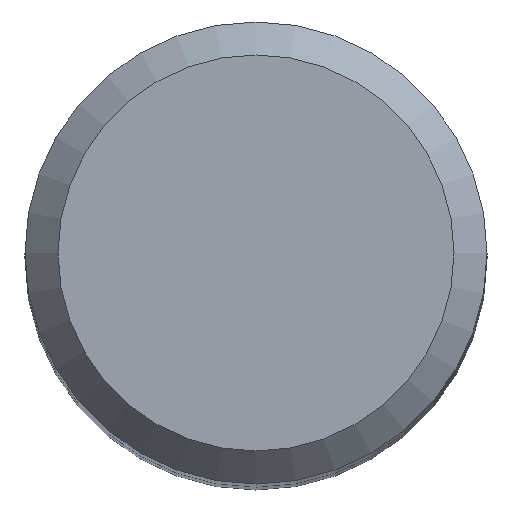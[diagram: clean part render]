
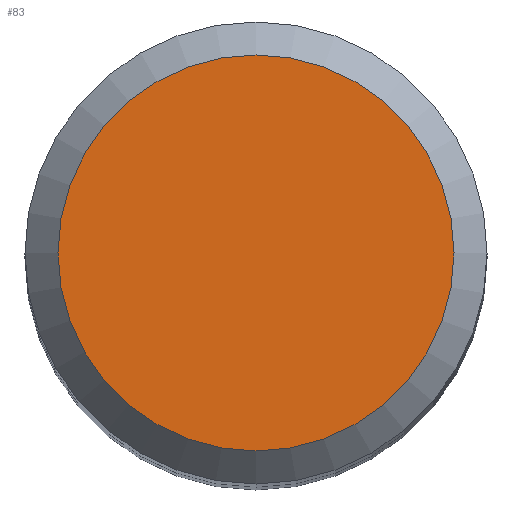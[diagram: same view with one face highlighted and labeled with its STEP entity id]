
A CAD part, top view. The second image highlights one B-rep face of the part: STEP entity #83.
In plain terms, the highlighted planar face has unit normal (0, 0, 1).
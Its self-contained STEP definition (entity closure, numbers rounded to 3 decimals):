
#1 = DIRECTION ( 'NONE',  ( 0., 0., -1. ) ) ;
#4 = AXIS2_PLACEMENT_3D ( 'NONE', #64, #6, #111 ) ;
#6 = DIRECTION ( 'NONE',  ( 0., 0., -1. ) ) ;
#9 = AXIS2_PLACEMENT_3D ( 'NONE', #95, #1, #45 ) ;
#11 = ORIENTED_EDGE ( 'NONE', *, *, #180, .F. ) ;
#33 = FACE_OUTER_BOUND ( 'NONE', #171, .T. ) ;
#45 = DIRECTION ( 'NONE',  ( 0., 1., 0. ) ) ;
#60 = PLANE ( 'NONE',  #9 ) ;
#64 = CARTESIAN_POINT ( 'NONE',  ( 0., 0., 107. ) ) ;
#83 = ADVANCED_FACE ( 'NONE', ( #33 ), #60, .F. ) ;
#94 = CARTESIAN_POINT ( 'NONE',  ( 0., 6., 107. ) ) ;
#95 = CARTESIAN_POINT ( 'NONE',  ( 0., 0., 107. ) ) ;
#111 = DIRECTION ( 'NONE',  ( 0., 1., 0. ) ) ;
#153 = CIRCLE ( 'NONE', #4, 6. ) ;
#171 = EDGE_LOOP ( 'NONE', ( #11 ) ) ;
#175 = VERTEX_POINT ( 'NONE', #94 ) ;
#180 = EDGE_CURVE ( 'NONE', #175, #175, #153, .T. ) ;
